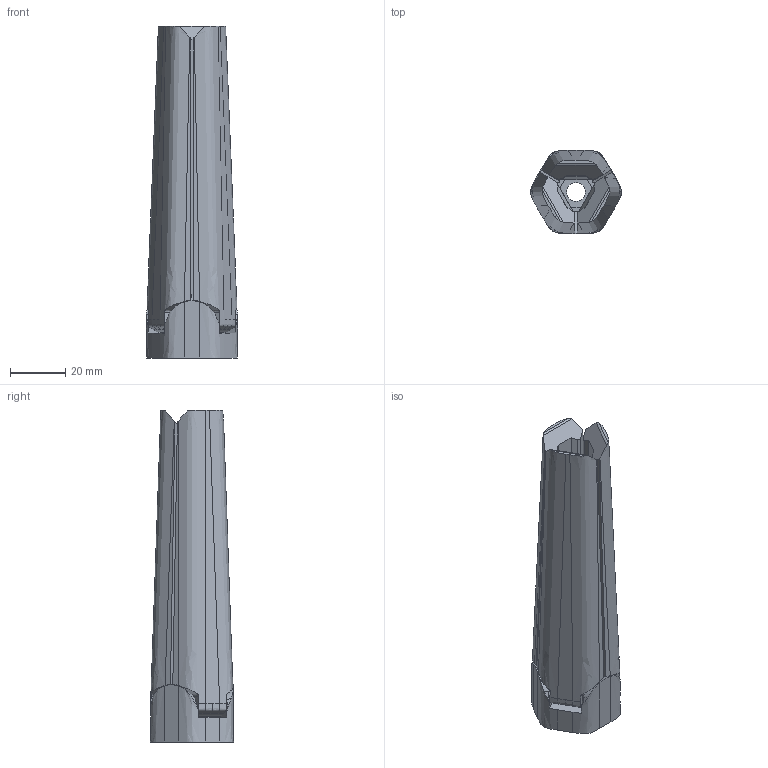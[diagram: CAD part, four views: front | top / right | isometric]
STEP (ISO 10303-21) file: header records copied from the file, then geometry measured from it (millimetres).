
FILE_DESCRIPTION (( 'STEP AP214' ), '1' );
FILE_NAME ('Mini Tripod Legs v1-4M.STEP', '2015-12-12T17:56:49', ( '' ), ( '' ), 'SwSTEP 2.0', 'SolidWorks 2015', '' );
FILE_SCHEMA (( 'AUTOMOTIVE_DESIGN' ));
Length unit declared in the file: millimetre
Products named in the file (1): Mini Tripod Legs v1-4M
Bounding box: 32.91 x 30 x 120 mm (x, y, z)
Volume: 54497 mm3; surface area: 24181.7 mm2
Topology: 4 solids, 7 shells, 261 faces, 698 edges, 441 vertices
Faces by surface type: plane 127, bspline 87, cone 30, cylinder 11, torus 6
Entity records: 11370 total; most frequent: CARTESIAN_POINT 6014, ORIENTED_EDGE 1348, DIRECTION 712, EDGE_CURVE 674, VERTEX_POINT 441, B_SPLINE_CURVE_WITH_KNOTS 312, EDGE_LOOP 277, ADVANCED_FACE 261
